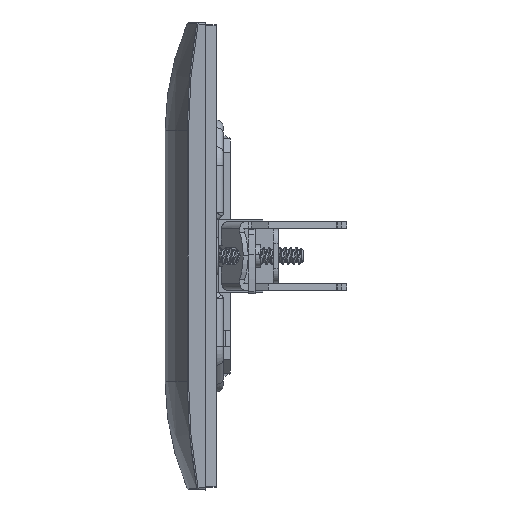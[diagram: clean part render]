
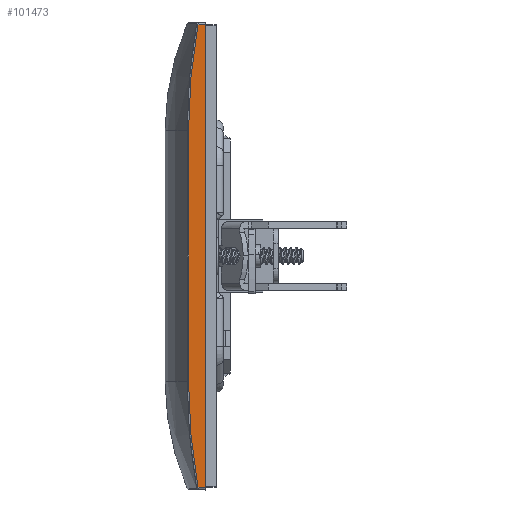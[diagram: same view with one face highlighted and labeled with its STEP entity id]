
A CAD part, left-side view. The second image highlights one B-rep face of the part: STEP entity #101473.
In plain terms, the highlighted planar face has unit normal (-0.999, 0.052, 0).
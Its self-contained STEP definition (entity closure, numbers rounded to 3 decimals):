
#3552 = ORIENTED_EDGE ( 'NONE', *, *, #99391, .F. ) ;
#8546 = VERTEX_POINT ( 'NONE', #18836 ) ;
#8664 = CARTESIAN_POINT ( 'NONE',  ( -42.875, 3.884, 35.99 ) ) ;
#9034 = ORIENTED_EDGE ( 'NONE', *, *, #170028, .T. ) ;
#9531 = CARTESIAN_POINT ( 'NONE',  ( -42.909, 3.24, -40.347 ) ) ;
#15778 = DIRECTION ( 'NONE',  ( -0.999, 0.052, 0. ) ) ;
#18836 = CARTESIAN_POINT ( 'NONE',  ( -42.929, 2.853, -42.53 ) ) ;
#21356 = LINE ( 'NONE', #178820, #152517 ) ;
#25515 = CARTESIAN_POINT ( 'NONE',  ( -43., 1.5, 42.601 ) ) ;
#28862 = CARTESIAN_POINT ( 'NONE',  ( -43., 1.5, -42.601 ) ) ;
#31601 = LINE ( 'NONE', #110842, #141136 ) ;
#35467 = EDGE_CURVE ( 'NONE', #185622, #181999, #169886, .T. ) ;
#37374 = CARTESIAN_POINT ( 'NONE',  ( -42.838, 4.589, -23. ) ) ;
#37942 = EDGE_CURVE ( 'NONE', #80100, #173220, #59316, .T. ) ;
#41396 = CARTESIAN_POINT ( 'NONE',  ( -42.845, 4.462, -29.479 ) ) ;
#47145 = EDGE_CURVE ( 'NONE', #173220, #181999, #21356, .T. ) ;
#53181 = LINE ( 'NONE', #130409, #146975 ) ;
#59316 = B_SPLINE_CURVE_WITH_KNOTS ( 'NONE', 3,
 ( #133211, #69430, #87850, #8664, #146666, #101316 ),
 .UNSPECIFIED., .F., .F.,
 ( 4, 1, 1, 4 ),
 ( 0., 0.333, 0.667, 1. ),
 .UNSPECIFIED. ) ;
#66745 = ORIENTED_EDGE ( 'NONE', *, *, #47145, .F. ) ;
#69430 = CARTESIAN_POINT ( 'NONE',  ( -42.838, 4.589, 25.156 ) ) ;
#71642 = DIRECTION ( 'NONE',  ( 0., 0., 1. ) ) ;
#74233 = CARTESIAN_POINT ( 'NONE',  ( -42.929, 2.853, 42.53 ) ) ;
#76888 = DIRECTION ( 'NONE',  ( -0.052, -0.997, -0.052 ) ) ;
#79525 = PLANE ( 'NONE',  #176924 ) ;
#80100 = VERTEX_POINT ( 'NONE', #121307 ) ;
#81566 = FACE_OUTER_BOUND ( 'NONE', #192700, .T. ) ;
#87850 = CARTESIAN_POINT ( 'NONE',  ( -42.845, 4.462, 29.479 ) ) ;
#92815 = VERTEX_POINT ( 'NONE', #144432 ) ;
#92971 = CARTESIAN_POINT ( 'NONE',  ( -43., 1.5, -45.693 ) ) ;
#99391 = EDGE_CURVE ( 'NONE', #92815, #80100, #53181, .T. ) ;
#101316 = CARTESIAN_POINT ( 'NONE',  ( -42.929, 2.853, 42.53 ) ) ;
#101473 = ADVANCED_FACE ( 'NONE', ( #81566 ), #79525, .T. ) ;
#107721 = ORIENTED_EDGE ( 'NONE', *, *, #164991, .F. ) ;
#110842 = CARTESIAN_POINT ( 'NONE',  ( -42.929, 2.853, -42.53 ) ) ;
#111616 = ORIENTED_EDGE ( 'NONE', *, *, #37942, .F. ) ;
#118179 = CARTESIAN_POINT ( 'NONE',  ( -43., 1.5, -42.601 ) ) ;
#119638 = CARTESIAN_POINT ( 'NONE',  ( -42.929, 2.853, -42.53 ) ) ;
#121307 = CARTESIAN_POINT ( 'NONE',  ( -42.838, 4.589, 23. ) ) ;
#130409 = CARTESIAN_POINT ( 'NONE',  ( -42.838, 4.589, -23. ) ) ;
#133211 = CARTESIAN_POINT ( 'NONE',  ( -42.838, 4.589, 23. ) ) ;
#141136 = VECTOR ( 'NONE', #76888, 1000. ) ;
#144432 = CARTESIAN_POINT ( 'NONE',  ( -42.838, 4.589, -23. ) ) ;
#146666 = CARTESIAN_POINT ( 'NONE',  ( -42.909, 3.24, 40.347 ) ) ;
#146975 = VECTOR ( 'NONE', #71642, 1000. ) ;
#152517 = VECTOR ( 'NONE', #179815, 1000. ) ;
#154459 = DIRECTION ( 'NONE',  ( 0., 0., 1. ) ) ;
#155777 = DIRECTION ( 'NONE',  ( 0., 0., 1. ) ) ;
#164991 = EDGE_CURVE ( 'NONE', #8546, #92815, #197092, .T. ) ;
#169886 = LINE ( 'NONE', #28862, #203655 ) ;
#170028 = EDGE_CURVE ( 'NONE', #8546, #185622, #31601, .T. ) ;
#171729 = ORIENTED_EDGE ( 'NONE', *, *, #35467, .T. ) ;
#173220 = VERTEX_POINT ( 'NONE', #74233 ) ;
#176924 = AXIS2_PLACEMENT_3D ( 'NONE', #92971, #15778, #155777 ) ;
#178820 = CARTESIAN_POINT ( 'NONE',  ( -42.929, 2.853, 42.53 ) ) ;
#179815 = DIRECTION ( 'NONE',  ( -0.052, -0.997, 0.052 ) ) ;
#181999 = VERTEX_POINT ( 'NONE', #25515 ) ;
#182415 = CARTESIAN_POINT ( 'NONE',  ( -42.875, 3.884, -35.991 ) ) ;
#185622 = VERTEX_POINT ( 'NONE', #118179 ) ;
#192700 = EDGE_LOOP ( 'NONE', ( #107721, #9034, #171729, #66745, #111616, #3552 ) ) ;
#196869 = CARTESIAN_POINT ( 'NONE',  ( -42.838, 4.589, -25.157 ) ) ;
#197092 = B_SPLINE_CURVE_WITH_KNOTS ( 'NONE', 3,
 ( #119638, #9531, #182415, #41396, #196869, #37374 ),
 .UNSPECIFIED., .F., .F.,
 ( 4, 1, 1, 4 ),
 ( 0., 0.333, 0.667, 1. ),
 .UNSPECIFIED. ) ;
#203655 = VECTOR ( 'NONE', #154459, 1000. ) ;
